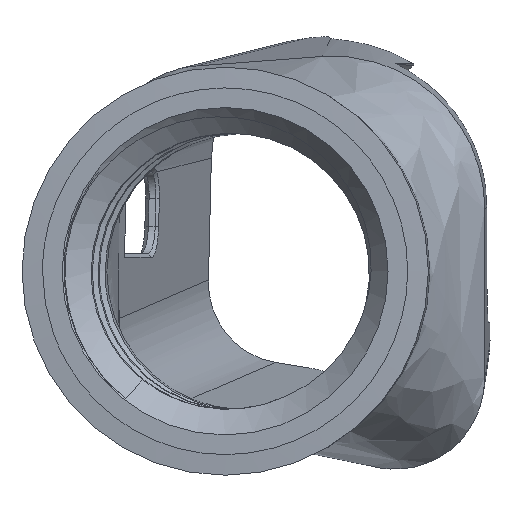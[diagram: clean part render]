
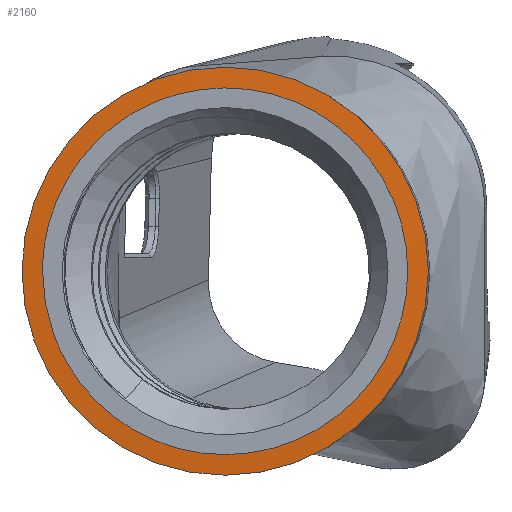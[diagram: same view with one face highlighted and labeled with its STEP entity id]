
A CAD part, top view. The second image highlights one B-rep face of the part: STEP entity #2160.
In plain terms, the highlighted conical face has half-angle 87 degrees and reference radius 14.784 mm.
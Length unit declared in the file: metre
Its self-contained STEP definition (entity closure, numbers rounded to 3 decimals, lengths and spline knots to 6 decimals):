
#25=CONICAL_SURFACE('',#2295,0.014784,1.518);
#193=CIRCLE('',#2296,0.014784);
#535=ORIENTED_EDGE('',*,*,#1086,.F.);
#536=ORIENTED_EDGE('',*,*,#1085,.F.);
#537=ORIENTED_EDGE('',*,*,#1092,.F.);
#538=ORIENTED_EDGE('',*,*,#1091,.F.);
#539=ORIENTED_EDGE('',*,*,#1090,.F.);
#540=ORIENTED_EDGE('',*,*,#1089,.F.);
#541=ORIENTED_EDGE('',*,*,#1088,.F.);
#542=ORIENTED_EDGE('',*,*,#1087,.F.);
#543=ORIENTED_EDGE('',*,*,#1144,.F.);
#1085=EDGE_CURVE('',#1398,#1399,#1585,.T.);
#1086=EDGE_CURVE('',#1399,#1400,#1586,.T.);
#1087=EDGE_CURVE('',#1400,#1401,#1587,.T.);
#1088=EDGE_CURVE('',#1401,#1402,#1588,.T.);
#1089=EDGE_CURVE('',#1402,#1403,#1589,.T.);
#1090=EDGE_CURVE('',#1403,#1404,#1590,.T.);
#1091=EDGE_CURVE('',#1404,#1405,#1591,.T.);
#1092=EDGE_CURVE('',#1405,#1398,#1592,.T.);
#1144=EDGE_CURVE('',#1447,#1447,#193,.T.);
#1398=VERTEX_POINT('',#4212);
#1399=VERTEX_POINT('',#4213);
#1400=VERTEX_POINT('',#4218);
#1401=VERTEX_POINT('',#4223);
#1402=VERTEX_POINT('',#4231);
#1403=VERTEX_POINT('',#4239);
#1404=VERTEX_POINT('',#4247);
#1405=VERTEX_POINT('',#4255);
#1447=VERTEX_POINT('',#5898);
#1585=B_SPLINE_CURVE_WITH_KNOTS('',3,(#4208,#4209,#4210,#4211),
 .UNSPECIFIED.,.F.,.F.,(4,4),(0.,1.),.UNSPECIFIED.);
#1586=B_SPLINE_CURVE_WITH_KNOTS('',3,(#4214,#4215,#4216,#4217),
 .UNSPECIFIED.,.F.,.F.,(4,4),(0.,1.),.UNSPECIFIED.);
#1587=B_SPLINE_CURVE_WITH_KNOTS('',3,(#4219,#4220,#4221,#4222),
 .UNSPECIFIED.,.F.,.F.,(4,4),(0.,1.),.UNSPECIFIED.);
#1588=B_SPLINE_CURVE_WITH_KNOTS('',3,(#4224,#4225,#4226,#4227,#4228,#4229,
#4230),.UNSPECIFIED.,.F.,.F.,(4,1,1,1,4),(0.,0.25,0.5,0.75,1.),
 .UNSPECIFIED.);
#1589=B_SPLINE_CURVE_WITH_KNOTS('',3,(#4232,#4233,#4234,#4235,#4236,#4237,
#4238),.UNSPECIFIED.,.F.,.F.,(4,1,1,1,4),(0.,0.25,0.5,0.75,1.),
 .UNSPECIFIED.);
#1590=B_SPLINE_CURVE_WITH_KNOTS('',3,(#4240,#4241,#4242,#4243,#4244,#4245,
#4246),.UNSPECIFIED.,.F.,.F.,(4,1,1,1,4),(0.,0.25,0.5,0.75,1.),
 .UNSPECIFIED.);
#1591=B_SPLINE_CURVE_WITH_KNOTS('',3,(#4248,#4249,#4250,#4251,#4252,#4253,
#4254),.UNSPECIFIED.,.F.,.F.,(4,1,1,1,4),(0.,0.25,0.5,0.75,1.),
 .UNSPECIFIED.);
#1592=B_SPLINE_CURVE_WITH_KNOTS('',3,(#4256,#4257,#4258,#4259,#4260,#4261,
#4262),.UNSPECIFIED.,.F.,.F.,(4,1,1,1,4),(0.,0.25,0.5,0.75,1.),
 .UNSPECIFIED.);
#1800=EDGE_LOOP('',(#535,#536,#537,#538,#539,#540,#541,#542));
#1801=EDGE_LOOP('',(#543));
#1948=FACE_BOUND('',#1800,.T.);
#1949=FACE_BOUND('',#1801,.T.);
#2160=ADVANCED_FACE('',(#1948,#1949),#25,.T.);
#2295=AXIS2_PLACEMENT_3D('',#5896,#2460,#2461);
#2296=AXIS2_PLACEMENT_3D('',#5897,#2462,#2463);
#2460=DIRECTION('',(0.093,0.,-0.996));
#2461=DIRECTION('',(-0.996,0.,-0.093));
#2462=DIRECTION('',(0.093,0.,-0.996));
#2463=DIRECTION('',(-0.996,0.,-0.093));
#4208=CARTESIAN_POINT('',(-0.000909,0.012103,0.027032));
#4209=CARTESIAN_POINT('',(-0.004279,0.012995,0.026719));
#4210=CARTESIAN_POINT('',(-0.007937,0.012493,0.026378));
#4211=CARTESIAN_POINT('',(-0.010942,0.010734,0.026099));
#4212=CARTESIAN_POINT('',(-0.000909,0.012103,0.027032));
#4213=CARTESIAN_POINT('',(-0.010942,0.010734,0.026099));
#4214=CARTESIAN_POINT('',(-0.010942,0.010734,0.026099));
#4215=CARTESIAN_POINT('',(-0.013953,0.008972,0.025819));
#4216=CARTESIAN_POINT('',(-0.016187,0.00602,0.025611));
#4217=CARTESIAN_POINT('',(-0.017073,0.002642,0.025529));
#4218=CARTESIAN_POINT('',(-0.017073,0.002642,0.025529));
#4219=CARTESIAN_POINT('',(-0.017073,0.002642,0.025529));
#4220=CARTESIAN_POINT('',(-0.017961,-0.000742,0.025446));
#4221=CARTESIAN_POINT('',(-0.017462,-0.004416,0.025493));
#4222=CARTESIAN_POINT('',(-0.015711,-0.007434,0.025656));
#4223=CARTESIAN_POINT('',(-0.01571,-0.007435,0.025656));
#4224=CARTESIAN_POINT('',(-0.015711,-0.007434,0.025656));
#4225=CARTESIAN_POINT('',(-0.015269,-0.008195,0.025697));
#4226=CARTESIAN_POINT('',(-0.014262,-0.009601,0.02579));
#4227=CARTESIAN_POINT('',(-0.012343,-0.011385,0.025969));
#4228=CARTESIAN_POINT('',(-0.010119,-0.012767,0.026176));
#4229=CARTESIAN_POINT('',(-0.008501,-0.013367,0.026326));
#4230=CARTESIAN_POINT('',(-0.007653,-0.013592,0.026405));
#4231=CARTESIAN_POINT('',(-0.007653,-0.013592,0.026405));
#4232=CARTESIAN_POINT('',(-0.007653,-0.013592,0.026405));
#4233=CARTESIAN_POINT('',(-0.006805,-0.013816,0.026484));
#4234=CARTESIAN_POINT('',(-0.005103,-0.014094,0.026642));
#4235=CARTESIAN_POINT('',(-0.00249,-0.013993,0.026885));
#4236=CARTESIAN_POINT('',(0.000055,-0.013391,0.027122));
#4237=CARTESIAN_POINT('',(0.001622,-0.012667,0.027267));
#4238=CARTESIAN_POINT('',(0.00238,-0.012224,0.027338));
#4239=CARTESIAN_POINT('',(0.00238,-0.012223,0.027338));
#4240=CARTESIAN_POINT('',(0.00238,-0.012224,0.027338));
#4241=CARTESIAN_POINT('',(0.003138,-0.01178,0.027408));
#4242=CARTESIAN_POINT('',(0.004537,-0.010768,0.027538));
#4243=CARTESIAN_POINT('',(0.006313,-0.008841,0.027704));
#4244=CARTESIAN_POINT('',(0.007689,-0.006608,0.027831));
#4245=CARTESIAN_POINT('',(0.008287,-0.004983,0.027887));
#4246=CARTESIAN_POINT('',(0.008511,-0.004131,0.027908));
#4247=CARTESIAN_POINT('',(0.008511,-0.004131,0.027908));
#4248=CARTESIAN_POINT('',(0.008511,-0.004131,0.027908));
#4249=CARTESIAN_POINT('',(0.008735,-0.003279,0.027929));
#4250=CARTESIAN_POINT('',(0.009012,-0.00157,0.027954));
#4251=CARTESIAN_POINT('',(0.008911,0.001054,0.027945));
#4252=CARTESIAN_POINT('',(0.008311,0.00361,0.027889));
#4253=CARTESIAN_POINT('',(0.00759,0.005184,0.027822));
#4254=CARTESIAN_POINT('',(0.007149,0.005945,0.027781));
#4255=CARTESIAN_POINT('',(0.007148,0.005946,0.027781));
#4256=CARTESIAN_POINT('',(0.007149,0.005945,0.027781));
#4257=CARTESIAN_POINT('',(0.006707,0.006706,0.02774));
#4258=CARTESIAN_POINT('',(0.0057,0.008111,0.027646));
#4259=CARTESIAN_POINT('',(0.003781,0.009896,0.027468));
#4260=CARTESIAN_POINT('',(0.001557,0.011277,0.027261));
#4261=CARTESIAN_POINT('',(-0.000061,0.011878,0.027111));
#4262=CARTESIAN_POINT('',(-0.000909,0.012103,0.027032));
#5896=CARTESIAN_POINT('',(-0.004274,-0.000744,0.02664));
#5897=CARTESIAN_POINT('',(-0.004274,-0.000744,0.02664));
#5898=CARTESIAN_POINT('',(-0.018994,-0.000744,0.025271));
